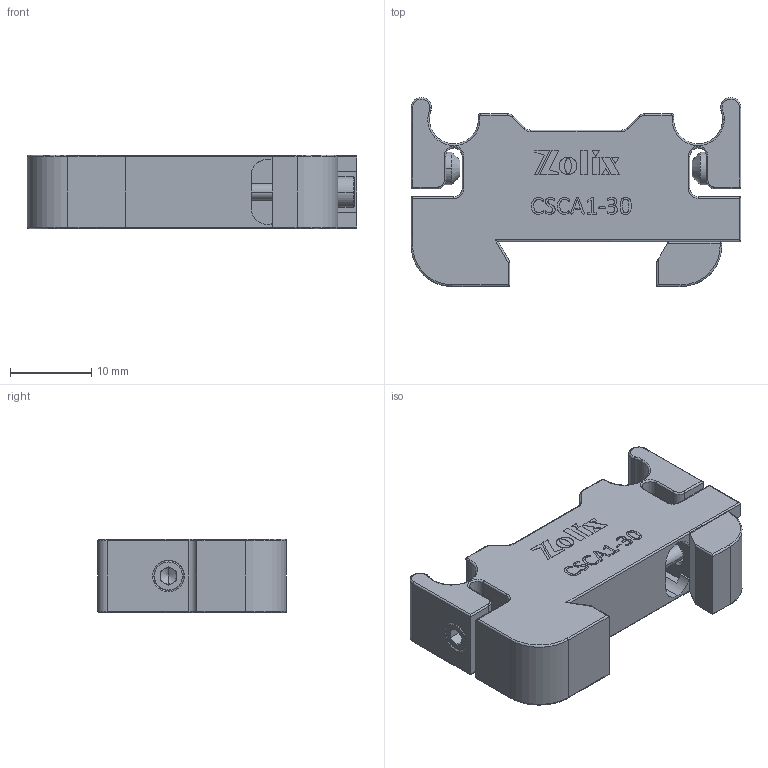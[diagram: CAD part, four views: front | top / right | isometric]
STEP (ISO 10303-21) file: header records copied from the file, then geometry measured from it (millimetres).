
FILE_DESCRIPTION (( 'STEP AP203' ), '1' );
FILE_NAME ('CSCA1-30.STEP', '2025-08-07T03:11:14', ( '' ), ( '' ), 'SwSTEP 2.0', 'SolidWorks 2020', '' );
FILE_SCHEMA (( 'CONFIG_CONTROL_DESIGN' ));
Length unit declared in the file: millimetre
Products named in the file (1): CSCA1-30
Bounding box: 40.5 x 23.2 x 9 mm (x, y, z)
Volume: 5640.3 mm3; surface area: 3870 mm2
Topology: 5 solids, 5 shells, 566 faces, 1455 edges, 902 vertices
Faces by surface type: plane 296, bspline 124, cylinder 114, cone 28, torus 4
Entity records: 21442 total; most frequent: CARTESIAN_POINT 8499, ORIENTED_EDGE 2870, DIRECTION 2341, EDGE_CURVE 1435, LINE 975, VECTOR 975, VERTEX_POINT 902, AXIS2_PLACEMENT_3D 683
